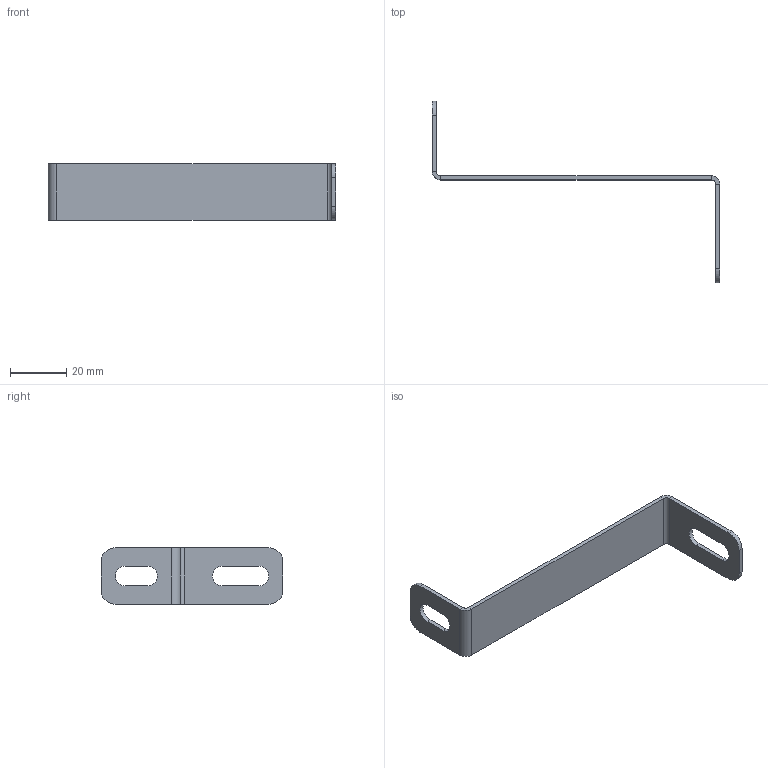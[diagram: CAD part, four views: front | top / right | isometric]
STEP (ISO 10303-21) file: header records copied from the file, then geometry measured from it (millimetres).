
FILE_DESCRIPTION (( 'STEP AP203' ), '1' );
FILE_NAME ('CLM50D-DOPV Äåðæàòåëü îãíåñò. ïåðåãîðîäîê âåðõíèé IEK.STEP', '2023-03-23T06:51:37', ( '' ), ( '' ), 'SwSTEP 2.0', 'SolidWorks 2022', '' );
FILE_SCHEMA (( 'CONFIG_CONTROL_DESIGN' ));
Length unit declared in the file: millimetre
Products named in the file (1): CLM50D-DOPV Держатель огнест. перегородок верхний IEK
Bounding box: 102 x 64.5 x 20 mm (x, y, z)
Volume: 4523.9 mm3; surface area: 6697.2 mm2
Topology: 1 solids, 1 shells, 36 faces, 86 edges, 52 vertices
Faces by surface type: plane 22, cylinder 14
Entity records: 1115 total; most frequent: DIRECTION 188, CARTESIAN_POINT 175, ORIENTED_EDGE 172, EDGE_CURVE 86, AXIS2_PLACEMENT_3D 65, VECTOR 58, LINE 58, VERTEX_POINT 52
